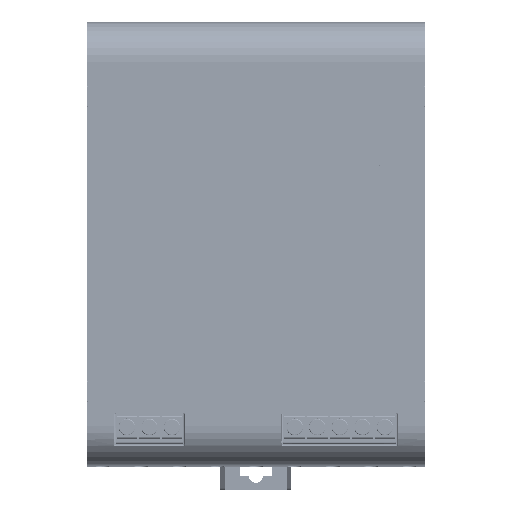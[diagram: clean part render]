
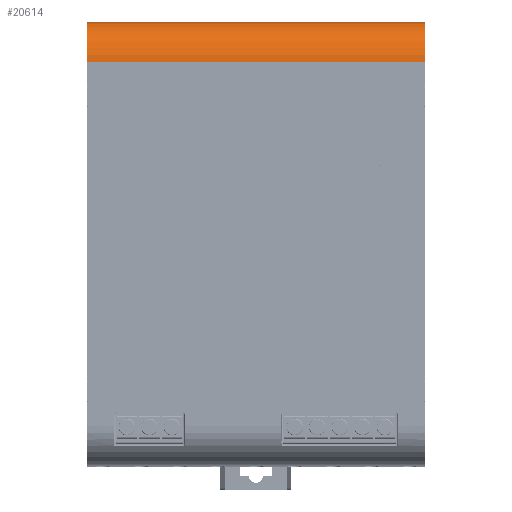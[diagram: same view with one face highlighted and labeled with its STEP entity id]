
A CAD part, top view. The second image highlights one B-rep face of the part: STEP entity #20614.
In plain terms, the highlighted cylindrical face has radius 11.2 mm (diameter 22.4 mm), a partial arc.
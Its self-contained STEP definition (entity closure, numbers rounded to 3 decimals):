
#5554 = EDGE_CURVE ( 'NONE', #20772, #42973, #66873, .T. ) ;
#6652 = CARTESIAN_POINT ( 'NONE',  ( 47.5, 51.3, 70. ) ) ;
#10406 = LINE ( 'NONE', #102569, #83666 ) ;
#15167 = CYLINDRICAL_SURFACE ( 'NONE', #97682, 11.2 ) ;
#19571 = DIRECTION ( 'NONE',  ( 0., 0., 1. ) ) ;
#20614 = ADVANCED_FACE ( 'NONE', ( #54435 ), #15167, .T. ) ;
#20772 = VERTEX_POINT ( 'NONE', #6652 ) ;
#22692 = EDGE_LOOP ( 'NONE', ( #62796, #26292, #62813, #84773 ) ) ;
#24030 = CARTESIAN_POINT ( 'NONE',  ( -47.5, 51.3, 70. ) ) ;
#26292 = ORIENTED_EDGE ( 'NONE', *, *, #5554, .F. ) ;
#33785 = CARTESIAN_POINT ( 'NONE',  ( -47.5, 62.5, 58.8 ) ) ;
#34136 = CARTESIAN_POINT ( 'NONE',  ( -47.5, 51.3, 58.8 ) ) ;
#42973 = VERTEX_POINT ( 'NONE', #24030 ) ;
#48045 = VECTOR ( 'NONE', #57710, 1000. ) ;
#48768 = AXIS2_PLACEMENT_3D ( 'NONE', #60693, #128754, #91395 ) ;
#49015 = DIRECTION ( 'NONE',  ( 1., 0., 0. ) ) ;
#49086 = EDGE_CURVE ( 'NONE', #61774, #20772, #103679, .T. ) ;
#54435 = FACE_OUTER_BOUND ( 'NONE', #22692, .T. ) ;
#55395 = EDGE_CURVE ( 'NONE', #80239, #61774, #10406, .T. ) ;
#57710 = DIRECTION ( 'NONE',  ( -1., 0., 0. ) ) ;
#60693 = CARTESIAN_POINT ( 'NONE',  ( -47.5, 51.3, 58.8 ) ) ;
#61774 = VERTEX_POINT ( 'NONE', #126773 ) ;
#62796 = ORIENTED_EDGE ( 'NONE', *, *, #122163, .F. ) ;
#62813 = ORIENTED_EDGE ( 'NONE', *, *, #49086, .F. ) ;
#65514 = CIRCLE ( 'NONE', #48768, 11.2 ) ;
#66873 = LINE ( 'NONE', #68164, #48045 ) ;
#68164 = CARTESIAN_POINT ( 'NONE',  ( -47.5, 51.3, 70. ) ) ;
#74479 = AXIS2_PLACEMENT_3D ( 'NONE', #90817, #49015, #19571 ) ;
#80239 = VERTEX_POINT ( 'NONE', #33785 ) ;
#81030 = DIRECTION ( 'NONE',  ( 1., 0., 0. ) ) ;
#83208 = DIRECTION ( 'NONE',  ( 1., 0., 0. ) ) ;
#83666 = VECTOR ( 'NONE', #81030, 1000. ) ;
#84773 = ORIENTED_EDGE ( 'NONE', *, *, #55395, .F. ) ;
#90817 = CARTESIAN_POINT ( 'NONE',  ( 47.5, 51.3, 58.8 ) ) ;
#91395 = DIRECTION ( 'NONE',  ( 0., 0., 1. ) ) ;
#93671 = DIRECTION ( 'NONE',  ( 0., 0., -1. ) ) ;
#97682 = AXIS2_PLACEMENT_3D ( 'NONE', #34136, #83208, #93671 ) ;
#102569 = CARTESIAN_POINT ( 'NONE',  ( -47.5, 62.5, 58.8 ) ) ;
#103679 = CIRCLE ( 'NONE', #74479, 11.2 ) ;
#122163 = EDGE_CURVE ( 'NONE', #42973, #80239, #65514, .T. ) ;
#126773 = CARTESIAN_POINT ( 'NONE',  ( 47.5, 62.5, 58.8 ) ) ;
#128754 = DIRECTION ( 'NONE',  ( -1., 0., 0. ) ) ;
